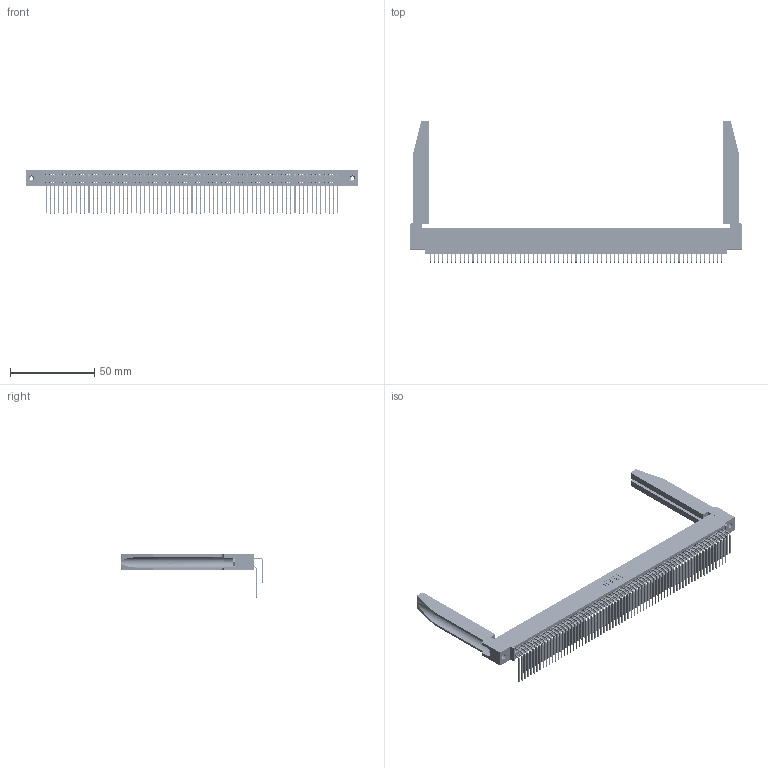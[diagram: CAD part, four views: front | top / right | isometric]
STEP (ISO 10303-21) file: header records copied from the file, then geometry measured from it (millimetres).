
FILE_DESCRIPTION (( 'STEP AP203' ), '1' );
FILE_NAME ('345-138-559-578.STEP', '2019-11-08T18:01:56', ( '' ), ( '' ), 'SwSTEP 2.0', 'SolidWorks 2016', '' );
FILE_SCHEMA (( 'CONFIG_CONTROL_DESIGN' ));
Length unit declared in the file: inch
Products named in the file (6): 345-292-001_558 559 Tail - 1; 345-250-001_345-250-001-102; 345-220-078_345-220-078; 345 Part_0.110 Offset - 0.156 Dia-TH; 345-292-001_559 Tail - 2; 345-138-559-578
Assembly tree (143 placements, depth 2):
  345-138-559-578
    345 Part_0.110 Offset - 0.156 Dia-TH
    345-292-001_558 559 Tail - 1  x69
    345-292-001_559 Tail - 2  x69
    345-250-001_345-250-001-102  x2
    345-220-078_345-220-078  x2
Bounding box: 196.49 x 84.32 x 25.53 mm (x, y, z)
Volume: 27831.4 mm3; surface area: 40851.2 mm2
Topology: 143 solids, 143 shells, 7540 faces, 22351 edges, 14706 vertices
Faces by surface type: plane 5056, cylinder 2432, bspline 36, cone 12, torus 4
Entity records: 57028 total; most frequent: CARTESIAN_POINT 10498, ORIENTED_EDGE 9278, DIRECTION 8189, EDGE_CURVE 4639, VECTOR 4097, LINE 4097, VERTEX_POINT 3084, AXIS2_PLACEMENT_3D 2046
